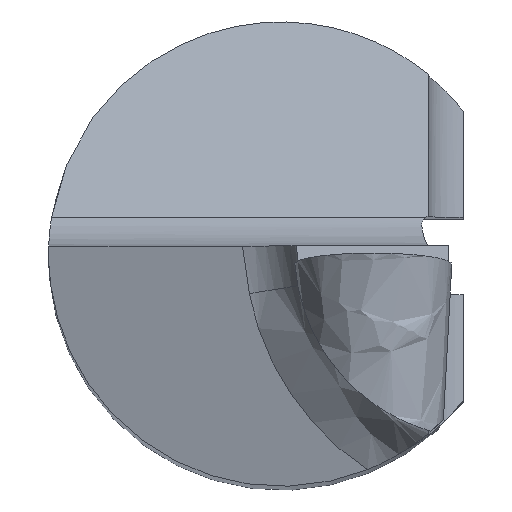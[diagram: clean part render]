
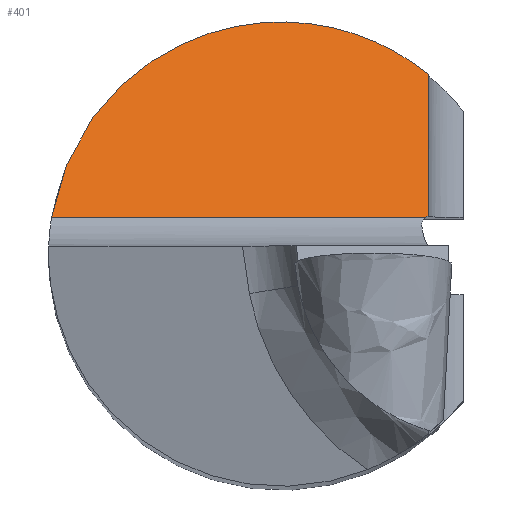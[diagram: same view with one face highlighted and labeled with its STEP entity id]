
A CAD part, top view. The second image highlights one B-rep face of the part: STEP entity #401.
In plain terms, the highlighted planar face has unit normal (0, 0.766, 0.643).
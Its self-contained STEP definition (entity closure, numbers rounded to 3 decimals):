
#2 = ORIENTED_EDGE ( 'NONE', *, *, #1022, .F. ) ;
#9 = EDGE_LOOP ( 'NONE', ( #731, #712, #2, #714 ) ) ;
#77 = CARTESIAN_POINT ( 'NONE',  ( 1.864, 0.474, 28.01 ) ) ;
#167 = PLANE ( 'NONE',  #434 ) ;
#279 = FACE_OUTER_BOUND ( 'NONE', #9, .T. ) ;
#334 = CARTESIAN_POINT ( 'NONE',  ( 1.864, 0.474, 28.01 ) ) ;
#367 = CARTESIAN_POINT ( 'NONE',  ( 1.9, 0.493, 27.988 ) ) ;
#383 = EDGE_CURVE ( 'NONE', #807, #691, #1055, .T. ) ;
#401 = ADVANCED_FACE ( 'NONE', ( #279 ), #167, .F. ) ;
#434 = AXIS2_PLACEMENT_3D ( 'NONE', #1289, #891, #1267 ) ;
#451 = VERTEX_POINT ( 'NONE', #780 ) ;
#476 = B_SPLINE_CURVE_WITH_KNOTS ( 'NONE', 3,
 ( #367, #757, #752, #77 ),
 .UNSPECIFIED., .F., .F.,
 ( 4, 4 ),
 ( 0., 0. ),
 .UNSPECIFIED. ) ;
#488 = LINE ( 'NONE', #610, #944 ) ;
#610 = CARTESIAN_POINT ( 'NONE',  ( -3., 0.474, 28.01 ) ) ;
#622 = EDGE_CURVE ( 'NONE', #807, #1200, #488, .T. ) ;
#646 = CARTESIAN_POINT ( 'NONE',  ( -2.962, 0.474, 28.01 ) ) ;
#691 = VERTEX_POINT ( 'NONE', #994 ) ;
#712 = ORIENTED_EDGE ( 'NONE', *, *, #1254, .F. ) ;
#714 = ORIENTED_EDGE ( 'NONE', *, *, #383, .F. ) ;
#731 = ORIENTED_EDGE ( 'NONE', *, *, #622, .T. ) ;
#752 = CARTESIAN_POINT ( 'NONE',  ( 1.874, 0.482, 28.001 ) ) ;
#757 = CARTESIAN_POINT ( 'NONE',  ( 1.886, 0.488, 27.993 ) ) ;
#780 = CARTESIAN_POINT ( 'NONE',  ( 1.9, 0.493, 27.988 ) ) ;
#791 = VECTOR ( 'NONE', #1202, 1000. ) ;
#799 = DIRECTION ( 'NONE',  ( 1., 0., 0. ) ) ;
#807 = VERTEX_POINT ( 'NONE', #1033 ) ;
#829 = CARTESIAN_POINT ( 'NONE',  ( 1.9, 2.322, 25.808 ) ) ;
#891 = DIRECTION ( 'NONE',  ( 0., -0.766, -0.643 ) ) ;
#913 = CARTESIAN_POINT ( 'NONE',  ( 1.9, 5.445, 22.086 ) ) ;
#929 = CARTESIAN_POINT ( 'NONE',  ( -0.116, 3.971, 23.843 ) ) ;
#944 = VECTOR ( 'NONE', #799, 1000. ) ;
#994 = CARTESIAN_POINT ( 'NONE',  ( 1.9, 2.322, 25.808 ) ) ;
#1022 = EDGE_CURVE ( 'NONE', #691, #451, #1094, .T. ) ;
#1033 = CARTESIAN_POINT ( 'NONE',  ( -2.962, 0.474, 28.01 ) ) ;
#1052 = CARTESIAN_POINT ( 'NONE',  ( -2.55, 3.046, 24.945 ) ) ;
#1055 =( BOUNDED_CURVE ( )  B_SPLINE_CURVE ( 3, ( #646, #1052, #929, #829 ),
 .UNSPECIFIED., .F., .T. ) 
 B_SPLINE_CURVE_WITH_KNOTS ( ( 4, 4 ),
 ( 4.871, 6.969 ),
 .UNSPECIFIED. ) 
 CURVE ( )  GEOMETRIC_REPRESENTATION_ITEM ( )  RATIONAL_B_SPLINE_CURVE ( ( 1., 0.666, 0.666, 1. ) ) 
 REPRESENTATION_ITEM ( '' )  );
#1094 = LINE ( 'NONE', #913, #791 ) ;
#1200 = VERTEX_POINT ( 'NONE', #334 ) ;
#1202 = DIRECTION ( 'NONE',  ( 0., -0.643, 0.766 ) ) ;
#1254 = EDGE_CURVE ( 'NONE', #451, #1200, #476, .T. ) ;
#1267 = DIRECTION ( 'NONE',  ( 0., 0.643, -0.766 ) ) ;
#1289 = CARTESIAN_POINT ( 'NONE',  ( -3., 0.474, 28.01 ) ) ;
